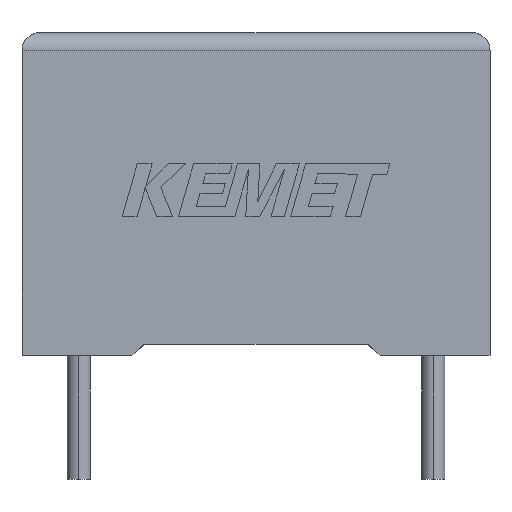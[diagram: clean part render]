
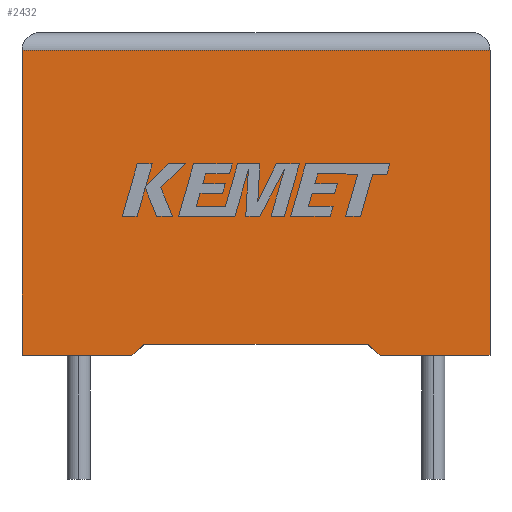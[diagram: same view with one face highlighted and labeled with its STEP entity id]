
A CAD part, top view. The second image highlights one B-rep face of the part: STEP entity #2432.
In plain terms, the highlighted planar face has unit normal (0, 0, 1).
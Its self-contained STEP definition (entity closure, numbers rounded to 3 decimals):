
#25 = DIRECTION ( 'NONE',  ( -1., 0., 0. ) ) ;
#109 = LINE ( 'NONE', #1065, #515 ) ;
#129 = FACE_OUTER_BOUND ( 'NONE', #2819, .T. ) ;
#146 = DIRECTION ( 'NONE',  ( 0., 0., -1. ) ) ;
#209 = VECTOR ( 'NONE', #2312, 1000. ) ;
#214 = AXIS2_PLACEMENT_3D ( 'NONE', #860, #146, #1340 ) ;
#226 = CARTESIAN_POINT ( 'NONE',  ( 0., 0., 4.2 ) ) ;
#268 = LINE ( 'NONE', #2396, #911 ) ;
#288 = CARTESIAN_POINT ( 'NONE',  ( 10.1, 0., 4.2 ) ) ;
#357 = VECTOR ( 'NONE', #1816, 1000. ) ;
#430 = VERTEX_POINT ( 'NONE', #288 ) ;
#495 = CARTESIAN_POINT ( 'NONE',  ( 13.2, 8.6, 4.2 ) ) ;
#502 = ORIENTED_EDGE ( 'NONE', *, *, #2222, .T. ) ;
#515 = VECTOR ( 'NONE', #2727, 1000. ) ;
#573 = ORIENTED_EDGE ( 'NONE', *, *, #2815, .F. ) ;
#606 = CARTESIAN_POINT ( 'NONE',  ( 3.1, 0., 4.2 ) ) ;
#628 = LINE ( 'NONE', #2526, #209 ) ;
#643 = ORIENTED_EDGE ( 'NONE', *, *, #1264, .T. ) ;
#713 = ORIENTED_EDGE ( 'NONE', *, *, #941, .F. ) ;
#860 = CARTESIAN_POINT ( 'NONE',  ( 0., 0., 4.2 ) ) ;
#909 = DIRECTION ( 'NONE',  ( 1., 0., 0. ) ) ;
#911 = VECTOR ( 'NONE', #1217, 1000. ) ;
#941 = EDGE_CURVE ( 'NONE', #2029, #2534, #628, .T. ) ;
#1057 = CARTESIAN_POINT ( 'NONE',  ( 3.1, 0., 4.2 ) ) ;
#1065 = CARTESIAN_POINT ( 'NONE',  ( 13.2, 0., 4.2 ) ) ;
#1089 = VERTEX_POINT ( 'NONE', #606 ) ;
#1090 = CARTESIAN_POINT ( 'NONE',  ( 0., 0., 4.2 ) ) ;
#1106 = ORIENTED_EDGE ( 'NONE', *, *, #1818, .T. ) ;
#1171 = CARTESIAN_POINT ( 'NONE',  ( 3.467, 0.314, 4.2 ) ) ;
#1217 = DIRECTION ( 'NONE',  ( 0., -1., 0. ) ) ;
#1264 = EDGE_CURVE ( 'NONE', #430, #1307, #2095, .T. ) ;
#1307 = VERTEX_POINT ( 'NONE', #2648 ) ;
#1311 = CARTESIAN_POINT ( 'NONE',  ( 9.733, 0.314, 4.2 ) ) ;
#1340 = DIRECTION ( 'NONE',  ( -1., 0., 0. ) ) ;
#1393 = VERTEX_POINT ( 'NONE', #1090 ) ;
#1406 = EDGE_CURVE ( 'NONE', #2029, #430, #1783, .T. ) ;
#1541 = EDGE_CURVE ( 'NONE', #1393, #1089, #1638, .T. ) ;
#1638 = LINE ( 'NONE', #226, #2625 ) ;
#1783 = LINE ( 'NONE', #2285, #357 ) ;
#1816 = DIRECTION ( 'NONE',  ( 0.76, -0.65, 0. ) ) ;
#1818 = EDGE_CURVE ( 'NONE', #1307, #2548, #109, .T. ) ;
#1929 = CARTESIAN_POINT ( 'NONE',  ( 0., 8.6, 4.2 ) ) ;
#2023 = LINE ( 'NONE', #1057, #2047 ) ;
#2029 = VERTEX_POINT ( 'NONE', #1311 ) ;
#2042 = DIRECTION ( 'NONE',  ( -0.76, -0.65, 0. ) ) ;
#2047 = VECTOR ( 'NONE', #2042, 1000. ) ;
#2058 = CARTESIAN_POINT ( 'NONE',  ( 0., 0., 4.2 ) ) ;
#2095 = LINE ( 'NONE', #2058, #2876 ) ;
#2161 = CARTESIAN_POINT ( 'NONE',  ( 0., 8.6, 4.2 ) ) ;
#2222 = EDGE_CURVE ( 'NONE', #2548, #2237, #2847, .T. ) ;
#2237 = VERTEX_POINT ( 'NONE', #1929 ) ;
#2285 = CARTESIAN_POINT ( 'NONE',  ( 10.1, 0., 4.2 ) ) ;
#2312 = DIRECTION ( 'NONE',  ( -1., 0., 0. ) ) ;
#2396 = CARTESIAN_POINT ( 'NONE',  ( 0., 0., 4.2 ) ) ;
#2432 = ADVANCED_FACE ( 'NONE', ( #129 ), #2498, .F. ) ;
#2498 = PLANE ( 'NONE',  #214 ) ;
#2526 = CARTESIAN_POINT ( 'NONE',  ( 6.6, 0.314, 4.2 ) ) ;
#2534 = VERTEX_POINT ( 'NONE', #1171 ) ;
#2548 = VERTEX_POINT ( 'NONE', #495 ) ;
#2625 = VECTOR ( 'NONE', #909, 1000. ) ;
#2648 = CARTESIAN_POINT ( 'NONE',  ( 13.2, 0., 4.2 ) ) ;
#2705 = ORIENTED_EDGE ( 'NONE', *, *, #2730, .T. ) ;
#2727 = DIRECTION ( 'NONE',  ( 0., 1., 0. ) ) ;
#2730 = EDGE_CURVE ( 'NONE', #2237, #1393, #268, .T. ) ;
#2789 = ORIENTED_EDGE ( 'NONE', *, *, #1406, .T. ) ;
#2813 = ORIENTED_EDGE ( 'NONE', *, *, #1541, .T. ) ;
#2815 = EDGE_CURVE ( 'NONE', #2534, #1089, #2023, .T. ) ;
#2819 = EDGE_LOOP ( 'NONE', ( #1106, #502, #2705, #2813, #573, #713, #2789, #643 ) ) ;
#2828 = VECTOR ( 'NONE', #25, 1000. ) ;
#2847 = LINE ( 'NONE', #2161, #2828 ) ;
#2876 = VECTOR ( 'NONE', #2993, 1000. ) ;
#2993 = DIRECTION ( 'NONE',  ( 1., 0., 0. ) ) ;
